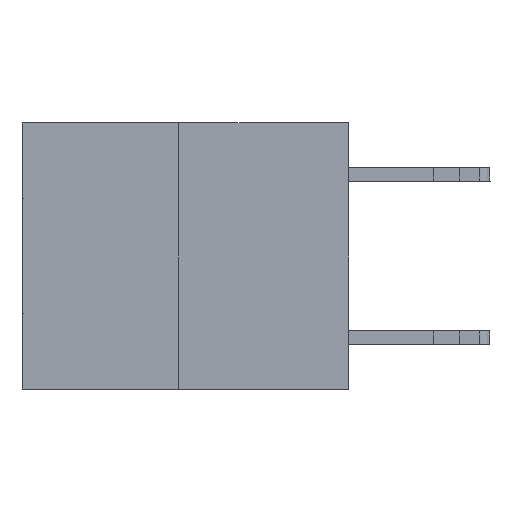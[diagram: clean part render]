
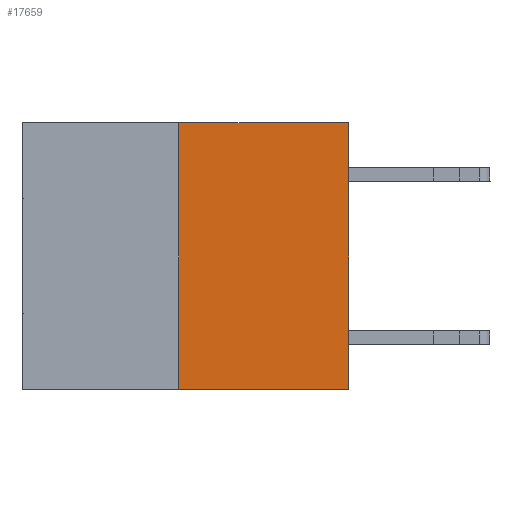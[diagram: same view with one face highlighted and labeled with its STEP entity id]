
A CAD part, left-side view. The second image highlights one B-rep face of the part: STEP entity #17659.
In plain terms, the highlighted planar face has unit normal (-1, 0, 0).
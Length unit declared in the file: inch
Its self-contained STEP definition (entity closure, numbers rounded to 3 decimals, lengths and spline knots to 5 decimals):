
#252 = CARTESIAN_POINT ( 'NONE',  ( 0., 0.312, -0.49 ) ) ;
#414 = PLANE ( 'NONE',  #25356 ) ;
#621 = EDGE_CURVE ( 'NONE', #4637, #20764, #9306, .T. ) ;
#2050 = VERTEX_POINT ( 'NONE', #22196 ) ;
#3345 = DIRECTION ( 'NONE',  ( 0., -1., 0. ) ) ;
#3800 = DIRECTION ( 'NONE',  ( 0., 0., 1. ) ) ;
#4129 = EDGE_CURVE ( 'NONE', #27710, #20764, #5237, .T. ) ;
#4637 = VERTEX_POINT ( 'NONE', #20086 ) ;
#5237 = LINE ( 'NONE', #30717, #17645 ) ;
#7958 = VECTOR ( 'NONE', #9142, 39.37008 ) ;
#9142 = DIRECTION ( 'NONE',  ( 0., -1., 0. ) ) ;
#9306 = LINE ( 'NONE', #30974, #27129 ) ;
#13474 = LINE ( 'NONE', #252, #28605 ) ;
#14023 = CARTESIAN_POINT ( 'NONE',  ( 0., 0.6, -0.49 ) ) ;
#14867 = ORIENTED_EDGE ( 'NONE', *, *, #25060, .F. ) ;
#15119 = CARTESIAN_POINT ( 'NONE',  ( 0., 0.6, 0. ) ) ;
#16584 = CARTESIAN_POINT ( 'NONE',  ( 0., 0., 0. ) ) ;
#17645 = VECTOR ( 'NONE', #3345, 39.37008 ) ;
#17659 = ADVANCED_FACE ( 'NONE', ( #30463 ), #414, .F. ) ;
#17686 = DIRECTION ( 'NONE',  ( 0., 0., 1. ) ) ;
#19493 = ORIENTED_EDGE ( 'NONE', *, *, #31257, .T. ) ;
#19635 = ORIENTED_EDGE ( 'NONE', *, *, #621, .T. ) ;
#20086 = CARTESIAN_POINT ( 'NONE',  ( 0., 0., -0.49 ) ) ;
#20764 = VERTEX_POINT ( 'NONE', #16584 ) ;
#22196 = CARTESIAN_POINT ( 'NONE',  ( 0., 0.312, -0.49 ) ) ;
#24226 = EDGE_LOOP ( 'NONE', ( #14867, #19493, #19635, #24958 ) ) ;
#24958 = ORIENTED_EDGE ( 'NONE', *, *, #4129, .F. ) ;
#25060 = EDGE_CURVE ( 'NONE', #2050, #27710, #13474, .T. ) ;
#25356 = AXIS2_PLACEMENT_3D ( 'NONE', #15119, #27915, #30461 ) ;
#26581 = LINE ( 'NONE', #14023, #7958 ) ;
#27129 = VECTOR ( 'NONE', #3800, 39.37008 ) ;
#27710 = VERTEX_POINT ( 'NONE', #29038 ) ;
#27915 = DIRECTION ( 'NONE',  ( 1., 0., 0. ) ) ;
#28605 = VECTOR ( 'NONE', #17686, 39.37008 ) ;
#29038 = CARTESIAN_POINT ( 'NONE',  ( 0., 0.312, 0. ) ) ;
#30461 = DIRECTION ( 'NONE',  ( 0., 0., -1. ) ) ;
#30463 = FACE_OUTER_BOUND ( 'NONE', #24226, .T. ) ;
#30717 = CARTESIAN_POINT ( 'NONE',  ( 0., 0.6, 0. ) ) ;
#30974 = CARTESIAN_POINT ( 'NONE',  ( 0., 0., 0. ) ) ;
#31257 = EDGE_CURVE ( 'NONE', #2050, #4637, #26581, .T. ) ;
